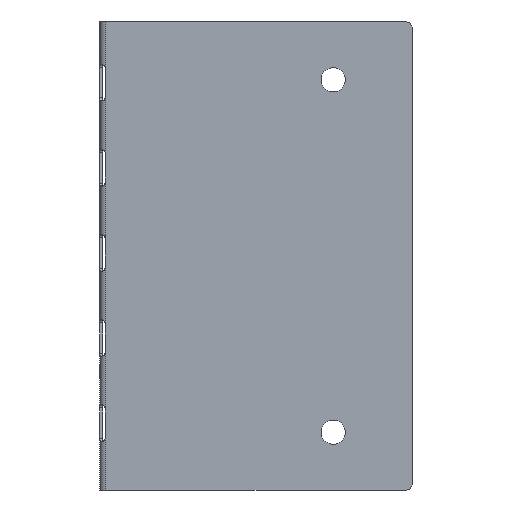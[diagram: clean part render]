
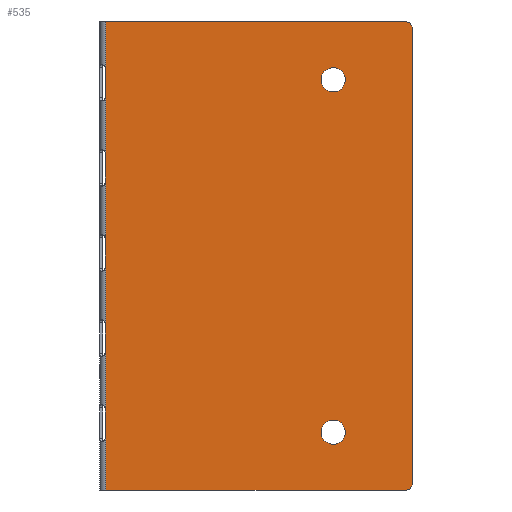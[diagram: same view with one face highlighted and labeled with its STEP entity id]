
A CAD part, left-side view. The second image highlights one B-rep face of the part: STEP entity #535.
In plain terms, the highlighted planar face has unit normal (-1, 0, 0).
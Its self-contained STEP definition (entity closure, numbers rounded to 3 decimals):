
#159 = VERTEX_POINT ( 'NONE', #2815 ) ;
#265 = DIRECTION ( 'NONE',  ( 0., 0., 1. ) ) ;
#349 = ORIENTED_EDGE ( 'NONE', *, *, #1216, .F. ) ;
#384 = CARTESIAN_POINT ( 'NONE',  ( -50.411, -37.911, 31. ) ) ;
#449 = AXIS2_PLACEMENT_3D ( 'NONE', #4217, #4668, #2062 ) ;
#480 = ORIENTED_EDGE ( 'NONE', *, *, #3669, .T. ) ;
#535 = ADVANCED_FACE ( 'NONE', ( #5051, #2743, #1582 ), #2771, .F. ) ;
#589 = CIRCLE ( 'NONE', #3756, 2. ) ;
#621 = CARTESIAN_POINT ( 'NONE',  ( -50.411, -50.911, 37.5 ) ) ;
#727 = ORIENTED_EDGE ( 'NONE', *, *, #5435, .T. ) ;
#819 = CARTESIAN_POINT ( 'NONE',  ( -50.411, -0.5, 38.5 ) ) ;
#835 = VERTEX_POINT ( 'NONE', #1831 ) ;
#930 = CARTESIAN_POINT ( 'NONE',  ( -50.411, -37.911, 27. ) ) ;
#975 = DIRECTION ( 'NONE',  ( 0., 0., 1. ) ) ;
#976 = EDGE_CURVE ( 'NONE', #3660, #4945, #2332, .T. ) ;
#1038 = CARTESIAN_POINT ( 'NONE',  ( -50.411, 150.089, 38.5 ) ) ;
#1067 = CARTESIAN_POINT ( 'NONE',  ( -50.411, -50.911, 37.5 ) ) ;
#1122 = CARTESIAN_POINT ( 'NONE',  ( -50.411, -49.911, -38.5 ) ) ;
#1207 = CIRCLE ( 'NONE', #1623, 1. ) ;
#1216 = EDGE_CURVE ( 'NONE', #5392, #5536, #4271, .T. ) ;
#1283 = EDGE_CURVE ( 'NONE', #835, #4945, #3737, .T. ) ;
#1290 = CARTESIAN_POINT ( 'NONE',  ( -50.411, -37.911, 29. ) ) ;
#1346 = ORIENTED_EDGE ( 'NONE', *, *, #4165, .F. ) ;
#1545 = ORIENTED_EDGE ( 'NONE', *, *, #2593, .F. ) ;
#1560 = DIRECTION ( 'NONE',  ( 0., 1., 0. ) ) ;
#1582 = FACE_BOUND ( 'NONE', #2148, .T. ) ;
#1623 = AXIS2_PLACEMENT_3D ( 'NONE', #2130, #4736, #2155 ) ;
#1797 = VERTEX_POINT ( 'NONE', #1067 ) ;
#1831 = CARTESIAN_POINT ( 'NONE',  ( -50.411, -0.5, -38.5 ) ) ;
#1832 = EDGE_CURVE ( 'NONE', #159, #1797, #2186, .T. ) ;
#1845 = DIRECTION ( 'NONE',  ( -1., 0., 0. ) ) ;
#1890 = LINE ( 'NONE', #2762, #5480 ) ;
#1911 = VECTOR ( 'NONE', #4105, 1000. ) ;
#1953 = ORIENTED_EDGE ( 'NONE', *, *, #5256, .F. ) ;
#1999 = AXIS2_PLACEMENT_3D ( 'NONE', #4706, #5171, #2115 ) ;
#2020 = VERTEX_POINT ( 'NONE', #2092 ) ;
#2062 = DIRECTION ( 'NONE',  ( 0., 0., 1. ) ) ;
#2092 = CARTESIAN_POINT ( 'NONE',  ( -50.411, -37.911, -27. ) ) ;
#2115 = DIRECTION ( 'NONE',  ( 0., 0., 1. ) ) ;
#2130 = CARTESIAN_POINT ( 'NONE',  ( -50.411, -49.911, -37.5 ) ) ;
#2148 = EDGE_LOOP ( 'NONE', ( #1346, #1953 ) ) ;
#2155 = DIRECTION ( 'NONE',  ( 0., 0., 1. ) ) ;
#2186 = LINE ( 'NONE', #621, #1911 ) ;
#2332 = LINE ( 'NONE', #1038, #5041 ) ;
#2356 = DIRECTION ( 'NONE',  ( 0., 0., 1. ) ) ;
#2468 = VECTOR ( 'NONE', #3982, 1000. ) ;
#2593 = EDGE_CURVE ( 'NONE', #5536, #5392, #5419, .T. ) ;
#2691 = ORIENTED_EDGE ( 'NONE', *, *, #976, .T. ) ;
#2743 = FACE_BOUND ( 'NONE', #3699, .T. ) ;
#2762 = CARTESIAN_POINT ( 'NONE',  ( -50.411, 150.089, -38.5 ) ) ;
#2771 = PLANE ( 'NONE',  #3232 ) ;
#2787 = DIRECTION ( 'NONE',  ( 0., 0., -1. ) ) ;
#2815 = CARTESIAN_POINT ( 'NONE',  ( -50.411, -50.911, -37.5 ) ) ;
#2818 = DIRECTION ( 'NONE',  ( -1., 0., 0. ) ) ;
#3107 = ORIENTED_EDGE ( 'NONE', *, *, #1832, .T. ) ;
#3117 = CARTESIAN_POINT ( 'NONE',  ( -50.411, -49.911, 38.5 ) ) ;
#3217 = DIRECTION ( 'NONE',  ( 1., 0., 0. ) ) ;
#3231 = CIRCLE ( 'NONE', #449, 2. ) ;
#3232 = AXIS2_PLACEMENT_3D ( 'NONE', #4458, #3217, #2787 ) ;
#3586 = CARTESIAN_POINT ( 'NONE',  ( -50.411, -0.5, 37.5 ) ) ;
#3588 = CARTESIAN_POINT ( 'NONE',  ( -50.411, -49.911, 37.5 ) ) ;
#3660 = VERTEX_POINT ( 'NONE', #3117 ) ;
#3669 = EDGE_CURVE ( 'NONE', #1797, #3660, #5212, .T. ) ;
#3699 = EDGE_LOOP ( 'NONE', ( #1545, #349 ) ) ;
#3737 = LINE ( 'NONE', #3586, #2468 ) ;
#3756 = AXIS2_PLACEMENT_3D ( 'NONE', #5390, #2818, #2356 ) ;
#3971 = EDGE_LOOP ( 'NONE', ( #5499, #4422, #727, #3107, #480, #2691 ) ) ;
#3982 = DIRECTION ( 'NONE',  ( 0., 0., 1. ) ) ;
#4011 = CARTESIAN_POINT ( 'NONE',  ( -50.411, -37.911, -31. ) ) ;
#4105 = DIRECTION ( 'NONE',  ( 0., 0., 1. ) ) ;
#4165 = EDGE_CURVE ( 'NONE', #5216, #2020, #3231, .T. ) ;
#4217 = CARTESIAN_POINT ( 'NONE',  ( -50.411, -37.911, -29. ) ) ;
#4271 = CIRCLE ( 'NONE', #4884, 2. ) ;
#4422 = ORIENTED_EDGE ( 'NONE', *, *, #5286, .T. ) ;
#4458 = CARTESIAN_POINT ( 'NONE',  ( -50.411, 150.089, 37.5 ) ) ;
#4668 = DIRECTION ( 'NONE',  ( -1., 0., 0. ) ) ;
#4706 = CARTESIAN_POINT ( 'NONE',  ( -50.411, -37.911, 29. ) ) ;
#4736 = DIRECTION ( 'NONE',  ( -1., 0., 0. ) ) ;
#4822 = VERTEX_POINT ( 'NONE', #1122 ) ;
#4884 = AXIS2_PLACEMENT_3D ( 'NONE', #1290, #5282, #265 ) ;
#4945 = VERTEX_POINT ( 'NONE', #819 ) ;
#5041 = VECTOR ( 'NONE', #1560, 1000. ) ;
#5051 = FACE_OUTER_BOUND ( 'NONE', #3971, .T. ) ;
#5053 = AXIS2_PLACEMENT_3D ( 'NONE', #3588, #1845, #975 ) ;
#5171 = DIRECTION ( 'NONE',  ( -1., 0., 0. ) ) ;
#5212 = CIRCLE ( 'NONE', #5053, 1. ) ;
#5216 = VERTEX_POINT ( 'NONE', #4011 ) ;
#5256 = EDGE_CURVE ( 'NONE', #2020, #5216, #589, .T. ) ;
#5282 = DIRECTION ( 'NONE',  ( -1., 0., 0. ) ) ;
#5286 = EDGE_CURVE ( 'NONE', #835, #4822, #1890, .T. ) ;
#5390 = CARTESIAN_POINT ( 'NONE',  ( -50.411, -37.911, -29. ) ) ;
#5392 = VERTEX_POINT ( 'NONE', #384 ) ;
#5417 = DIRECTION ( 'NONE',  ( 0., -1., 0. ) ) ;
#5419 = CIRCLE ( 'NONE', #1999, 2. ) ;
#5435 = EDGE_CURVE ( 'NONE', #4822, #159, #1207, .T. ) ;
#5480 = VECTOR ( 'NONE', #5417, 1000. ) ;
#5499 = ORIENTED_EDGE ( 'NONE', *, *, #1283, .F. ) ;
#5536 = VERTEX_POINT ( 'NONE', #930 ) ;
